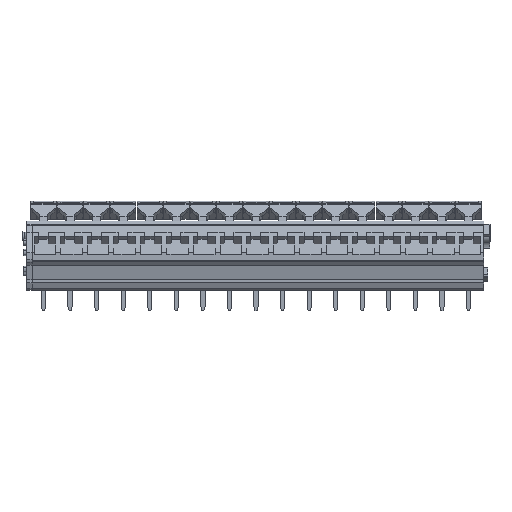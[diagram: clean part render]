
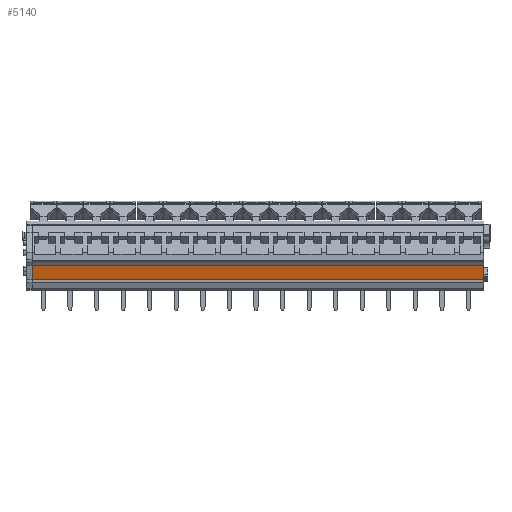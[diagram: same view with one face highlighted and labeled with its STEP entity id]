
A CAD part, front view. The second image highlights one B-rep face of the part: STEP entity #5140.
In plain terms, the highlighted planar face has unit normal (0, -0.966, -0.259).
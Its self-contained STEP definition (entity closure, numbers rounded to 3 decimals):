
#5127=AXIS2_PLACEMENT_3D('Plane Axis2P3D',#5124,#5125,#5126) ;
#1179=CARTESIAN_POINT('Vertex',(1.9,1.37,5.863)) ;
#1182=CARTESIAN_POINT('Line Origine',(1.9,1.002,7.238)) ;
#1186=CARTESIAN_POINT('Vertex',(1.9,0.634,8.613)) ;
#1630=CARTESIAN_POINT('Vertex',(86.9,0.634,8.613)) ;
#1633=CARTESIAN_POINT('Line Origine',(86.9,1.002,7.238)) ;
#1637=CARTESIAN_POINT('Vertex',(86.9,1.37,5.863)) ;
#5111=CARTESIAN_POINT('Line Origine',(44.4,1.37,5.863)) ;
#5124=CARTESIAN_POINT('Axis2P3D Location',(4.05,1.37,5.863)) ;
#5129=CARTESIAN_POINT('Line Origine',(44.4,0.634,8.613)) ;
#1183=DIRECTION('Vector Direction',(0.,-0.259,0.966)) ;
#1634=DIRECTION('Vector Direction',(0.,-0.259,0.966)) ;
#5112=DIRECTION('Vector Direction',(-1.,0.,0.)) ;
#5125=DIRECTION('Axis2P3D Direction',(0.,-0.966,-0.259)) ;
#5126=DIRECTION('Axis2P3D XDirection',(0.,-0.259,0.966)) ;
#5130=DIRECTION('Vector Direction',(-1.,0.,0.)) ;
#1184=VECTOR('Line Direction',#1183,1.) ;
#1635=VECTOR('Line Direction',#1634,1.) ;
#5113=VECTOR('Line Direction',#5112,1.) ;
#5131=VECTOR('Line Direction',#5130,1.) ;
#5135=ORIENTED_EDGE('',*,*,#5115,.F.) ;
#5136=ORIENTED_EDGE('',*,*,#1639,.T.) ;
#5137=ORIENTED_EDGE('',*,*,#5133,.T.) ;
#5138=ORIENTED_EDGE('',*,*,#1188,.F.) ;
#5140=ADVANCED_FACE('Housing\\LMZF500-housing',(#5139),#5128,.T.) ;
#1188=EDGE_CURVE('',#1180,#1187,#1185,.T.) ;
#1639=EDGE_CURVE('',#1638,#1631,#1636,.T.) ;
#5115=EDGE_CURVE('',#1638,#1180,#5114,.T.) ;
#5133=EDGE_CURVE('',#1631,#1187,#5132,.T.) ;
#5134=EDGE_LOOP('',(#5135,#5136,#5137,#5138)) ;
#5139=FACE_OUTER_BOUND('',#5134,.T.) ;
#1185=LINE('Line',#1182,#1184) ;
#1636=LINE('Line',#1633,#1635) ;
#5114=LINE('Line',#5111,#5113) ;
#5132=LINE('Line',#5129,#5131) ;
#5128=PLANE('',#5127) ;
#1180=VERTEX_POINT('',#1179) ;
#1187=VERTEX_POINT('',#1186) ;
#1631=VERTEX_POINT('',#1630) ;
#1638=VERTEX_POINT('',#1637) ;
